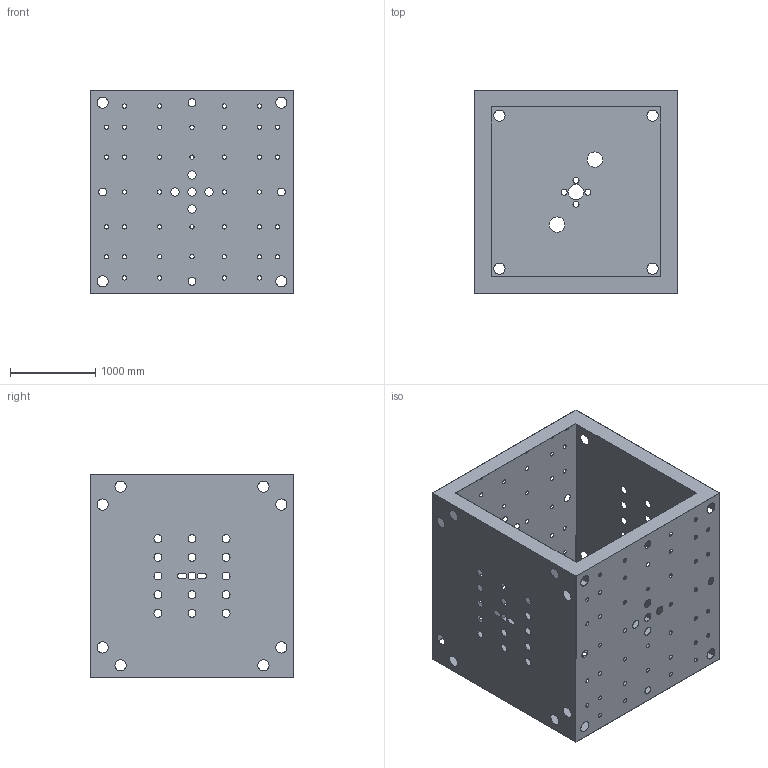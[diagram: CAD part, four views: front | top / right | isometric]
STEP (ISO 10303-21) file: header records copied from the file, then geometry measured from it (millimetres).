
FILE_DESCRIPTION (( 'STEP AP214' ), '1' );
FILE_NAME ('layer5_body.STEP', '2024-06-11T22:03:16', ( '' ), ( '' ), 'SwSTEP 2.0', 'SolidWorks 2023', '' );
FILE_SCHEMA (( 'AUTOMOTIVE_DESIGN' ));
Length unit declared in the file: metre
Products named in the file (3): layer5_body; MSR_body; layer5
Assembly tree (2 placements, depth 3):
  layer5_body
    MSR_body
      layer5
Bounding box: 2390 x 2390 x 2390 mm (x, y, z)
Volume: 58473731.5 mm3; surface area: 58574148.2 mm2
Topology: 1 solids, 1 shells, 358 faces, 1062 edges, 708 vertices
Faces by surface type: cylinder 334, plane 24
Entity records: 13143 total; most frequent: DIRECTION 2458, CARTESIAN_POINT 2134, ORIENTED_EDGE 2124, EDGE_CURVE 1062, AXIS2_PLACEMENT_3D 1032, VERTEX_POINT 708, EDGE_LOOP 694, CIRCLE 668
